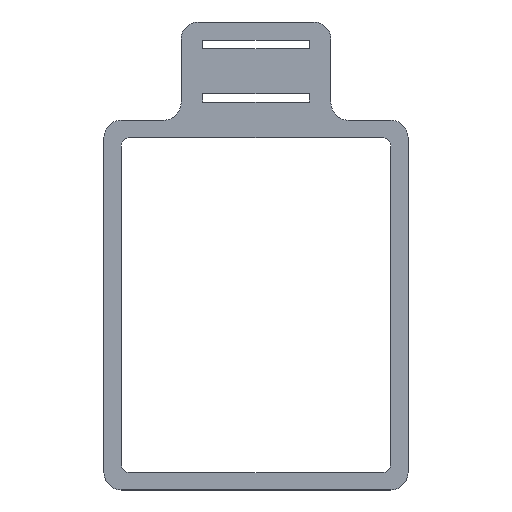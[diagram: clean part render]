
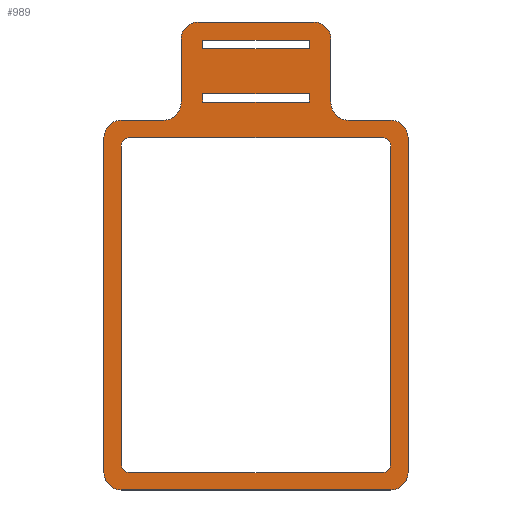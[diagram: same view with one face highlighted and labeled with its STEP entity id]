
A CAD part, top view. The second image highlights one B-rep face of the part: STEP entity #989.
In plain terms, the highlighted planar face has unit normal (0, 0, 1).
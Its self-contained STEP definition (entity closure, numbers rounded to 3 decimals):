
#577=CARTESIAN_POINT('',(53.57,106.758,-90.4));
#578=VERTEX_POINT('',#577);
#586=CARTESIAN_POINT('',(22.82,106.758,-90.4));
#587=VERTEX_POINT('',#586);
#594=CARTESIAN_POINT('',(53.57,106.758,-90.4));
#595=DIRECTION('',(-1.,0.,0.));
#596=VECTOR('',#595,30.75);
#597=LINE('',#594,#596);
#598=EDGE_CURVE('',#578,#587,#597,.T.);
#608=CARTESIAN_POINT('',(53.57,109.258,-90.4));
#609=VERTEX_POINT('',#608);
#618=CARTESIAN_POINT('',(53.57,109.258,-90.4));
#619=DIRECTION('',(0.,-1.,0.));
#620=VECTOR('',#619,2.5);
#621=LINE('',#618,#620);
#622=EDGE_CURVE('',#609,#578,#621,.T.);
#634=CARTESIAN_POINT('',(22.82,109.258,-90.4));
#635=VERTEX_POINT('',#634);
#636=CARTESIAN_POINT('',(53.57,109.258,-90.4));
#637=DIRECTION('',(-1.,0.,0.));
#638=VECTOR('',#637,30.75);
#639=LINE('',#636,#638);
#640=EDGE_CURVE('',#609,#635,#639,.T.);
#659=CARTESIAN_POINT('',(22.82,106.758,-90.4));
#660=DIRECTION('',(0.,1.,0.));
#661=VECTOR('',#660,2.5);
#662=LINE('',#659,#661);
#663=EDGE_CURVE('',#587,#635,#662,.T.);
#673=CARTESIAN_POINT('',(22.82,122.258,-90.4));
#674=VERTEX_POINT('',#673);
#682=CARTESIAN_POINT('',(22.82,124.758,-90.4));
#683=VERTEX_POINT('',#682);
#690=CARTESIAN_POINT('',(22.82,122.258,-90.4));
#691=DIRECTION('',(0.,1.,0.));
#692=VECTOR('',#691,2.5);
#693=LINE('',#690,#692);
#694=EDGE_CURVE('',#674,#683,#693,.T.);
#706=CARTESIAN_POINT('',(53.57,122.258,-90.4));
#707=VERTEX_POINT('',#706);
#708=CARTESIAN_POINT('',(22.82,122.258,-90.4));
#709=DIRECTION('',(1.,0.,-0.));
#710=VECTOR('',#709,30.75);
#711=LINE('',#708,#710);
#712=EDGE_CURVE('',#674,#707,#711,.T.);
#728=CARTESIAN_POINT('',(53.57,124.758,-90.4));
#729=VERTEX_POINT('',#728);
#738=CARTESIAN_POINT('',(53.57,124.758,-90.4));
#739=DIRECTION('',(0.,-1.,0.));
#740=VECTOR('',#739,2.5);
#741=LINE('',#738,#740);
#742=EDGE_CURVE('',#729,#707,#741,.T.);
#755=CARTESIAN_POINT('',(22.82,124.758,-90.4));
#756=DIRECTION('',(1.,0.,-0.));
#757=VECTOR('',#756,30.75);
#758=LINE('',#755,#757);
#759=EDGE_CURVE('',#683,#729,#758,.T.);
#764=CARTESIAN_POINT('',(0.,0.,-90.4));
#765=DIRECTION('',(0.,0.,1.));
#766=DIRECTION('',(1.,0.,0.));
#767=AXIS2_PLACEMENT_3D('',#764,#765,#766);
#768=PLANE('',#767);
#769=CARTESIAN_POINT('',(1.595,-0.742,-90.4));
#770=VERTEX_POINT('',#769);
#771=CARTESIAN_POINT('',(74.795,-0.742,-90.4));
#772=VERTEX_POINT('',#771);
#773=CARTESIAN_POINT('',(1.595,-0.742,-90.4));
#774=DIRECTION('',(1.,0.,-0.));
#775=VECTOR('',#774,73.2);
#776=LINE('',#773,#775);
#777=EDGE_CURVE('',#770,#772,#776,.T.);
#778=ORIENTED_EDGE('',*,*,#777,.F.);
#779=CARTESIAN_POINT('',(-0.905,1.758,-90.4));
#780=VERTEX_POINT('',#779);
#781=CARTESIAN_POINT('',(1.595,1.758,-90.4));
#782=DIRECTION('',(-0.,-0.,-1.));
#783=DIRECTION('',(1.,0.,-0.));
#784=AXIS2_PLACEMENT_3D('',#781,#782,#783);
#785=CIRCLE('',#784,2.5);
#786=EDGE_CURVE('',#770,#780,#785,.T.);
#787=ORIENTED_EDGE('',*,*,#786,.T.);
#788=CARTESIAN_POINT('',(-0.905,94.008,-90.4));
#789=VERTEX_POINT('',#788);
#790=CARTESIAN_POINT('',(-0.905,94.008,-90.4));
#791=DIRECTION('',(0.,-1.,0.));
#792=VECTOR('',#791,92.25);
#793=LINE('',#790,#792);
#794=EDGE_CURVE('',#789,#780,#793,.T.);
#795=ORIENTED_EDGE('',*,*,#794,.F.);
#796=CARTESIAN_POINT('',(1.595,96.508,-90.4));
#797=VERTEX_POINT('',#796);
#798=CARTESIAN_POINT('',(1.595,94.008,-90.4));
#799=DIRECTION('',(-0.,-0.,-1.));
#800=DIRECTION('',(1.,0.,-0.));
#801=AXIS2_PLACEMENT_3D('',#798,#799,#800);
#802=CIRCLE('',#801,2.5);
#803=EDGE_CURVE('',#789,#797,#802,.T.);
#804=ORIENTED_EDGE('',*,*,#803,.T.);
#805=CARTESIAN_POINT('',(74.795,96.508,-90.4));
#806=VERTEX_POINT('',#805);
#807=CARTESIAN_POINT('',(74.795,96.508,-90.4));
#808=DIRECTION('',(-1.,0.,0.));
#809=VECTOR('',#808,73.2);
#810=LINE('',#807,#809);
#811=EDGE_CURVE('',#806,#797,#810,.T.);
#812=ORIENTED_EDGE('',*,*,#811,.F.);
#813=CARTESIAN_POINT('',(77.295,94.008,-90.4));
#814=VERTEX_POINT('',#813);
#815=CARTESIAN_POINT('',(74.795,94.008,-90.4));
#816=DIRECTION('',(-0.,-0.,-1.));
#817=DIRECTION('',(1.,0.,-0.));
#818=AXIS2_PLACEMENT_3D('',#815,#816,#817);
#819=CIRCLE('',#818,2.5);
#820=EDGE_CURVE('',#806,#814,#819,.T.);
#821=ORIENTED_EDGE('',*,*,#820,.T.);
#822=CARTESIAN_POINT('',(77.295,1.758,-90.4));
#823=VERTEX_POINT('',#822);
#824=CARTESIAN_POINT('',(77.295,94.008,-90.4));
#825=DIRECTION('',(0.,-1.,0.));
#826=VECTOR('',#825,92.25);
#827=LINE('',#824,#826);
#828=EDGE_CURVE('',#814,#823,#827,.T.);
#829=ORIENTED_EDGE('',*,*,#828,.T.);
#830=CARTESIAN_POINT('',(74.795,1.758,-90.4));
#831=DIRECTION('',(-0.,-0.,-1.));
#832=DIRECTION('',(1.,0.,-0.));
#833=AXIS2_PLACEMENT_3D('',#830,#831,#832);
#834=CIRCLE('',#833,2.5);
#835=EDGE_CURVE('',#823,#772,#834,.T.);
#836=ORIENTED_EDGE('',*,*,#835,.T.);
#837=EDGE_LOOP('',(#778,#787,#795,#804,#812,#821,#829,#836));
#838=FACE_BOUND('',#837,.T.);
#839=CARTESIAN_POINT('',(21.445,130.008,-90.4));
#840=VERTEX_POINT('',#839);
#841=CARTESIAN_POINT('',(54.945,130.008,-90.4));
#842=VERTEX_POINT('',#841);
#843=CARTESIAN_POINT('',(21.445,130.008,-90.4));
#844=DIRECTION('',(1.,0.,-0.));
#845=VECTOR('',#844,33.5);
#846=LINE('',#843,#845);
#847=EDGE_CURVE('',#840,#842,#846,.T.);
#848=ORIENTED_EDGE('',*,*,#847,.F.);
#849=CARTESIAN_POINT('',(16.445,125.008,-90.4));
#850=VERTEX_POINT('',#849);
#851=CARTESIAN_POINT('',(21.445,125.008,-90.4));
#852=DIRECTION('',(0.,0.,1.));
#853=DIRECTION('',(1.,0.,-0.));
#854=AXIS2_PLACEMENT_3D('',#851,#852,#853);
#855=CIRCLE('',#854,5.);
#856=EDGE_CURVE('',#840,#850,#855,.T.);
#857=ORIENTED_EDGE('',*,*,#856,.T.);
#858=CARTESIAN_POINT('',(16.445,106.508,-90.4));
#859=VERTEX_POINT('',#858);
#860=CARTESIAN_POINT('',(16.445,106.508,-90.4));
#861=DIRECTION('',(-0.,1.,0.));
#862=VECTOR('',#861,18.5);
#863=LINE('',#860,#862);
#864=EDGE_CURVE('',#859,#850,#863,.T.);
#865=ORIENTED_EDGE('',*,*,#864,.F.);
#866=CARTESIAN_POINT('',(11.445,101.508,-90.4));
#867=VERTEX_POINT('',#866);
#868=CARTESIAN_POINT('',(11.445,106.508,-90.4));
#869=DIRECTION('',(-0.,-0.,-1.));
#870=DIRECTION('',(1.,0.,-0.));
#871=AXIS2_PLACEMENT_3D('',#868,#869,#870);
#872=CIRCLE('',#871,5.);
#873=EDGE_CURVE('',#859,#867,#872,.T.);
#874=ORIENTED_EDGE('',*,*,#873,.T.);
#875=CARTESIAN_POINT('',(-0.905,101.508,-90.4));
#876=VERTEX_POINT('',#875);
#877=CARTESIAN_POINT('',(11.445,101.508,-90.4));
#878=DIRECTION('',(-1.,0.,0.));
#879=VECTOR('',#878,12.35);
#880=LINE('',#877,#879);
#881=EDGE_CURVE('',#867,#876,#880,.T.);
#882=ORIENTED_EDGE('',*,*,#881,.T.);
#883=CARTESIAN_POINT('',(-5.905,96.508,-90.4));
#884=VERTEX_POINT('',#883);
#885=CARTESIAN_POINT('',(-0.905,96.508,-90.4));
#886=DIRECTION('',(0.,0.,1.));
#887=DIRECTION('',(1.,0.,-0.));
#888=AXIS2_PLACEMENT_3D('',#885,#886,#887);
#889=CIRCLE('',#888,5.);
#890=EDGE_CURVE('',#876,#884,#889,.T.);
#891=ORIENTED_EDGE('',*,*,#890,.T.);
#892=CARTESIAN_POINT('',(-5.905,-0.742,-90.4));
#893=VERTEX_POINT('',#892);
#894=CARTESIAN_POINT('',(-5.905,96.508,-90.4));
#895=DIRECTION('',(0.,-1.,0.));
#896=VECTOR('',#895,97.25);
#897=LINE('',#894,#896);
#898=EDGE_CURVE('',#884,#893,#897,.T.);
#899=ORIENTED_EDGE('',*,*,#898,.T.);
#900=CARTESIAN_POINT('',(-0.905,-5.742,-90.4));
#901=VERTEX_POINT('',#900);
#902=CARTESIAN_POINT('',(-0.905,-0.742,-90.4));
#903=DIRECTION('',(0.,0.,1.));
#904=DIRECTION('',(1.,0.,-0.));
#905=AXIS2_PLACEMENT_3D('',#902,#903,#904);
#906=CIRCLE('',#905,5.);
#907=EDGE_CURVE('',#893,#901,#906,.T.);
#908=ORIENTED_EDGE('',*,*,#907,.T.);
#909=CARTESIAN_POINT('',(77.295,-5.742,-90.4));
#910=VERTEX_POINT('',#909);
#911=CARTESIAN_POINT('',(-0.905,-5.742,-90.4));
#912=DIRECTION('',(1.,0.,-0.));
#913=VECTOR('',#912,78.2);
#914=LINE('',#911,#913);
#915=EDGE_CURVE('',#901,#910,#914,.T.);
#916=ORIENTED_EDGE('',*,*,#915,.T.);
#917=CARTESIAN_POINT('',(82.295,-0.742,-90.4));
#918=VERTEX_POINT('',#917);
#919=CARTESIAN_POINT('',(77.295,-0.742,-90.4));
#920=DIRECTION('',(0.,0.,1.));
#921=DIRECTION('',(1.,0.,-0.));
#922=AXIS2_PLACEMENT_3D('',#919,#920,#921);
#923=CIRCLE('',#922,5.);
#924=EDGE_CURVE('',#910,#918,#923,.T.);
#925=ORIENTED_EDGE('',*,*,#924,.T.);
#926=CARTESIAN_POINT('',(82.295,96.508,-90.4));
#927=VERTEX_POINT('',#926);
#928=CARTESIAN_POINT('',(82.295,96.508,-90.4));
#929=DIRECTION('',(0.,-1.,0.));
#930=VECTOR('',#929,97.25);
#931=LINE('',#928,#930);
#932=EDGE_CURVE('',#927,#918,#931,.T.);
#933=ORIENTED_EDGE('',*,*,#932,.F.);
#934=CARTESIAN_POINT('',(77.295,101.508,-90.4));
#935=VERTEX_POINT('',#934);
#936=CARTESIAN_POINT('',(77.295,96.508,-90.4));
#937=DIRECTION('',(0.,0.,1.));
#938=DIRECTION('',(1.,0.,-0.));
#939=AXIS2_PLACEMENT_3D('',#936,#937,#938);
#940=CIRCLE('',#939,5.);
#941=EDGE_CURVE('',#927,#935,#940,.T.);
#942=ORIENTED_EDGE('',*,*,#941,.T.);
#943=CARTESIAN_POINT('',(64.945,101.508,-90.4));
#944=VERTEX_POINT('',#943);
#945=CARTESIAN_POINT('',(77.295,101.508,-90.4));
#946=DIRECTION('',(-1.,0.,0.));
#947=VECTOR('',#946,12.35);
#948=LINE('',#945,#947);
#949=EDGE_CURVE('',#935,#944,#948,.T.);
#950=ORIENTED_EDGE('',*,*,#949,.T.);
#951=CARTESIAN_POINT('',(59.945,106.508,-90.4));
#952=VERTEX_POINT('',#951);
#953=CARTESIAN_POINT('',(64.945,106.508,-90.4));
#954=DIRECTION('',(-0.,-0.,-1.));
#955=DIRECTION('',(1.,0.,-0.));
#956=AXIS2_PLACEMENT_3D('',#953,#954,#955);
#957=CIRCLE('',#956,5.);
#958=EDGE_CURVE('',#944,#952,#957,.T.);
#959=ORIENTED_EDGE('',*,*,#958,.T.);
#960=CARTESIAN_POINT('',(59.945,125.008,-90.4));
#961=VERTEX_POINT('',#960);
#962=CARTESIAN_POINT('',(59.945,125.008,-90.4));
#963=DIRECTION('',(0.,-1.,0.));
#964=VECTOR('',#963,18.5);
#965=LINE('',#962,#964);
#966=EDGE_CURVE('',#961,#952,#965,.T.);
#967=ORIENTED_EDGE('',*,*,#966,.F.);
#968=CARTESIAN_POINT('',(54.945,125.008,-90.4));
#969=DIRECTION('',(0.,0.,1.));
#970=DIRECTION('',(1.,0.,-0.));
#971=AXIS2_PLACEMENT_3D('',#968,#969,#970);
#972=CIRCLE('',#971,5.);
#973=EDGE_CURVE('',#961,#842,#972,.T.);
#974=ORIENTED_EDGE('',*,*,#973,.T.);
#975=EDGE_LOOP('',(#848,#857,#865,#874,#882,#891,#899,#908,#916,#925,#933,#942,#950,#959,#967,#974));
#976=FACE_BOUND('',#975,.T.);
#977=ORIENTED_EDGE('',*,*,#622,.T.);
#978=ORIENTED_EDGE('',*,*,#598,.T.);
#979=ORIENTED_EDGE('',*,*,#663,.T.);
#980=ORIENTED_EDGE('',*,*,#640,.F.);
#981=EDGE_LOOP('',(#977,#978,#979,#980));
#982=FACE_BOUND('',#981,.T.);
#983=ORIENTED_EDGE('',*,*,#712,.F.);
#984=ORIENTED_EDGE('',*,*,#694,.T.);
#985=ORIENTED_EDGE('',*,*,#759,.T.);
#986=ORIENTED_EDGE('',*,*,#742,.T.);
#987=EDGE_LOOP('',(#983,#984,#985,#986));
#988=FACE_BOUND('',#987,.T.);
#989=ADVANCED_FACE('',(#838,#976,#982,#988),#768,.T.);
